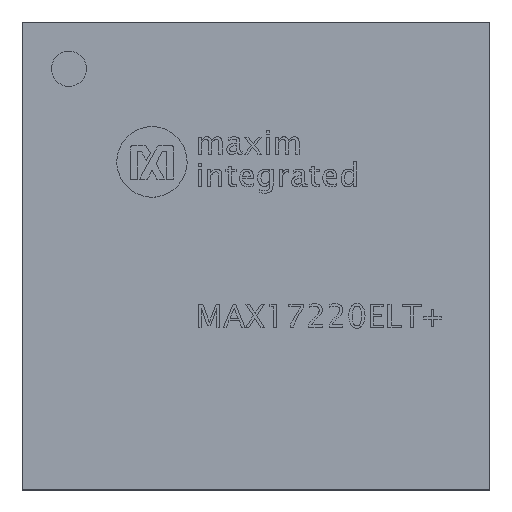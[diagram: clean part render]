
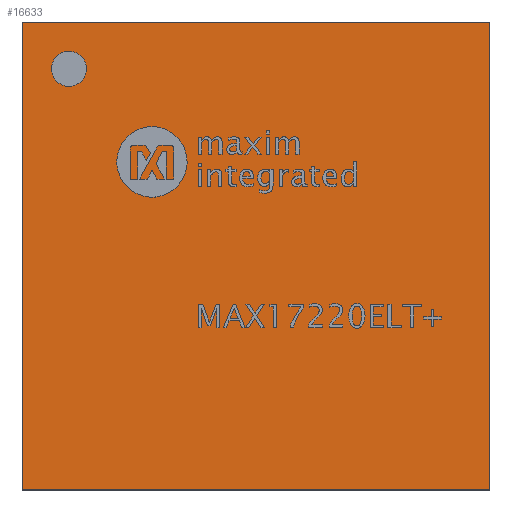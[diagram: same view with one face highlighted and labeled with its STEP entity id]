
A CAD part, top view. The second image highlights one B-rep face of the part: STEP entity #16633.
In plain terms, the highlighted planar face has unit normal (0, 0, 1).
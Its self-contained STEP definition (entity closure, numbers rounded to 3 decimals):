
#232 = ORIENTED_EDGE ( 'NONE', *, *, #8885, .T. ) ;
#706 = CARTESIAN_POINT ( 'NONE',  ( 1., 1., 0.8 ) ) ;
#1298 = DIRECTION ( 'NONE',  ( -1., 0., 0. ) ) ;
#1895 = VERTEX_POINT ( 'NONE', #17369 ) ;
#2843 = DIRECTION ( 'NONE',  ( 0., 0., 1. ) ) ;
#3000 = CIRCLE ( 'NONE', #8976, 0.075 ) ;
#3325 = AXIS2_PLACEMENT_3D ( 'NONE', #22305, #7674, #7911 ) ;
#3596 = DIRECTION ( 'NONE',  ( 1., 0., 0. ) ) ;
#5346 = EDGE_CURVE ( 'NONE', #1895, #14793, #11085, .T. ) ;
#5531 = CARTESIAN_POINT ( 'NONE',  ( -1., -1., 0.8 ) ) ;
#5681 = VERTEX_POINT ( 'NONE', #6146 ) ;
#6146 = CARTESIAN_POINT ( 'NONE',  ( -0.875, 0.8, 0.8 ) ) ;
#6365 = DIRECTION ( 'NONE',  ( 1., 0., 0. ) ) ;
#6615 = LINE ( 'NONE', #12234, #20543 ) ;
#7289 = ORIENTED_EDGE ( 'NONE', *, *, #9422, .F. ) ;
#7614 = AXIS2_PLACEMENT_3D ( 'NONE', #13850, #2843, #6365 ) ;
#7674 = DIRECTION ( 'NONE',  ( 0., 0., 1. ) ) ;
#7911 = DIRECTION ( 'NONE',  ( 1., 0., 0. ) ) ;
#8355 = VECTOR ( 'NONE', #22684, 1000. ) ;
#8456 = LINE ( 'NONE', #15258, #13552 ) ;
#8885 = EDGE_CURVE ( 'NONE', #18527, #14174, #12045, .T. ) ;
#8976 = AXIS2_PLACEMENT_3D ( 'NONE', #13196, #19665, #3596 ) ;
#9306 = DIRECTION ( 'NONE',  ( 0., 1., 0. ) ) ;
#9422 = EDGE_CURVE ( 'NONE', #12513, #5681, #17723, .T. ) ;
#9465 = ORIENTED_EDGE ( 'NONE', *, *, #22872, .T. ) ;
#10187 = EDGE_LOOP ( 'NONE', ( #7289, #19652 ) ) ;
#10658 = CARTESIAN_POINT ( 'NONE',  ( -0.725, 0.8, 0.8 ) ) ;
#11085 = LINE ( 'NONE', #18227, #16564 ) ;
#11658 = EDGE_LOOP ( 'NONE', ( #232, #11861, #19358, #9465 ) ) ;
#11735 = EDGE_CURVE ( 'NONE', #5681, #12513, #3000, .T. ) ;
#11861 = ORIENTED_EDGE ( 'NONE', *, *, #20230, .T. ) ;
#12045 = LINE ( 'NONE', #22790, #8355 ) ;
#12234 = CARTESIAN_POINT ( 'NONE',  ( -1., -1., 0.8 ) ) ;
#12513 = VERTEX_POINT ( 'NONE', #10658 ) ;
#13196 = CARTESIAN_POINT ( 'NONE',  ( -0.8, 0.8, 0.8 ) ) ;
#13552 = VECTOR ( 'NONE', #1298, 1000. ) ;
#13850 = CARTESIAN_POINT ( 'NONE',  ( -0.8, 0.8, 0.8 ) ) ;
#14174 = VERTEX_POINT ( 'NONE', #5531 ) ;
#14793 = VERTEX_POINT ( 'NONE', #706 ) ;
#15171 = FACE_OUTER_BOUND ( 'NONE', #11658, .T. ) ;
#15258 = CARTESIAN_POINT ( 'NONE',  ( 1., 1., 0.8 ) ) ;
#16564 = VECTOR ( 'NONE', #9306, 1000. ) ;
#16633 = ADVANCED_FACE ( 'NONE', ( #16703, #15171 ), #20333, .T. ) ;
#16703 = FACE_BOUND ( 'NONE', #10187, .T. ) ;
#17369 = CARTESIAN_POINT ( 'NONE',  ( 1., -1., 0.8 ) ) ;
#17647 = CARTESIAN_POINT ( 'NONE',  ( -1., 1., 0.8 ) ) ;
#17723 = CIRCLE ( 'NONE', #7614, 0.075 ) ;
#18227 = CARTESIAN_POINT ( 'NONE',  ( 1., -1., 0.8 ) ) ;
#18527 = VERTEX_POINT ( 'NONE', #17647 ) ;
#19358 = ORIENTED_EDGE ( 'NONE', *, *, #5346, .T. ) ;
#19652 = ORIENTED_EDGE ( 'NONE', *, *, #11735, .F. ) ;
#19665 = DIRECTION ( 'NONE',  ( 0., 0., 1. ) ) ;
#20230 = EDGE_CURVE ( 'NONE', #14174, #1895, #6615, .T. ) ;
#20333 = PLANE ( 'NONE',  #3325 ) ;
#20543 = VECTOR ( 'NONE', #20904, 1000. ) ;
#20904 = DIRECTION ( 'NONE',  ( 1., 0., 0. ) ) ;
#22305 = CARTESIAN_POINT ( 'NONE',  ( 0., 0., 0.8 ) ) ;
#22684 = DIRECTION ( 'NONE',  ( 0., -1., 0. ) ) ;
#22790 = CARTESIAN_POINT ( 'NONE',  ( -1., 1., 0.8 ) ) ;
#22872 = EDGE_CURVE ( 'NONE', #14793, #18527, #8456, .T. ) ;
